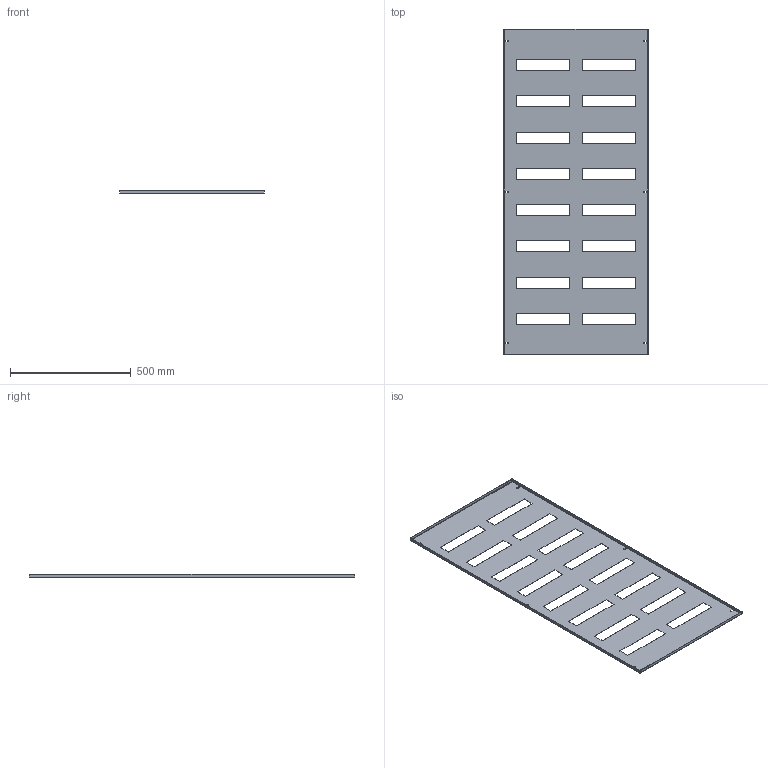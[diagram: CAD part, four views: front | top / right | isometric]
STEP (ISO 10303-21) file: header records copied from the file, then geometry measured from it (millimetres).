
FILE_DESCRIPTION (( 'STEP AP214' ), '1' );
FILE_NAME ('Ïëàñòðîí íà 192 ìîäóëÿ.STEP', '2022-02-06T19:15:17', ( '' ), ( '' ), 'SwSTEP 2.0', 'SolidWorks 2021', '' );
FILE_SCHEMA (( 'AUTOMOTIVE_DESIGN' ));
Length unit declared in the file: millimetre
Products named in the file (1): Ïëàñòðîí íà 192 ìîäóëÿ
Bounding box: 599 x 1346.58 x 12.9 mm (x, y, z)
Volume: 687797.7 mm3; surface area: 1388324.1 mm2
Topology: 1 solids, 1 shells, 132 faces, 358 edges, 228 vertices
Faces by surface type: plane 98, cylinder 26, bspline 8
Entity records: 4616 total; most frequent: CARTESIAN_POINT 1207, ORIENTED_EDGE 716, DIRECTION 628, EDGE_CURVE 358, LINE 306, VECTOR 306, VERTEX_POINT 228, EDGE_LOOP 176
